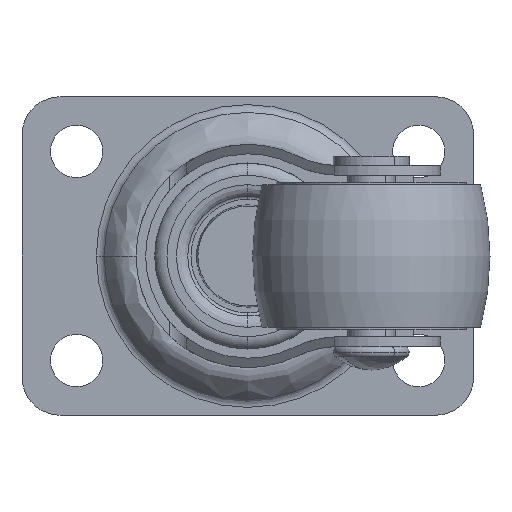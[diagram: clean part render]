
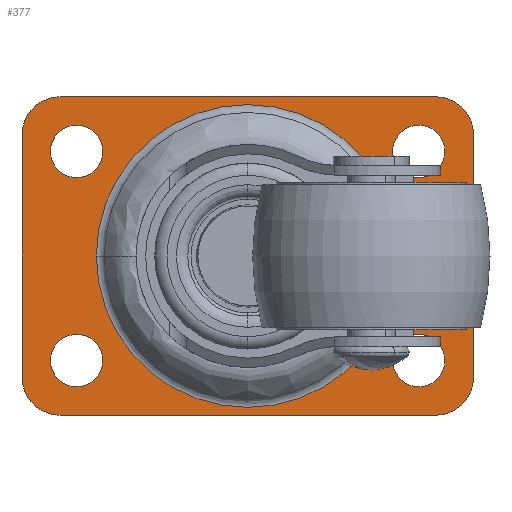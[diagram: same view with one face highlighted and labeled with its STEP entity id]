
A CAD part, front view. The second image highlights one B-rep face of the part: STEP entity #377.
In plain terms, the highlighted planar face has unit normal (0, -1, 0).
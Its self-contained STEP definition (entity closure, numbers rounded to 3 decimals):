
#377=ADVANCED_FACE('',(#829,#830,#831,#832,#833,#834),#835,.T.);
#829=FACE_OUTER_BOUND('',#1493,.T.);
#830=FACE_BOUND('',#1494,.T.);
#831=FACE_BOUND('',#1495,.T.);
#832=FACE_BOUND('',#1496,.T.);
#833=FACE_BOUND('',#1497,.T.);
#834=FACE_BOUND('',#1498,.T.);
#835=PLANE('',#1499);
#1493=EDGE_LOOP('',(#3158,#3159,#3160,#3161,#3162,#3163,#3164,#3165));
#1494=EDGE_LOOP('',(#3166,#3167));
#1495=EDGE_LOOP('',(#3168,#3169));
#1496=EDGE_LOOP('',(#3170,#3171));
#1497=EDGE_LOOP('',(#3172,#3173));
#1498=EDGE_LOOP('',(#3174,#3175));
#1499=AXIS2_PLACEMENT_3D('',#3176,#3177,#3178);
#3158=ORIENTED_EDGE('',*,*,#4197,.F.);
#3159=ORIENTED_EDGE('',*,*,#4201,.F.);
#3160=ORIENTED_EDGE('',*,*,#4204,.F.);
#3161=ORIENTED_EDGE('',*,*,#4207,.F.);
#3162=ORIENTED_EDGE('',*,*,#4210,.F.);
#3163=ORIENTED_EDGE('',*,*,#4213,.F.);
#3164=ORIENTED_EDGE('',*,*,#4216,.F.);
#3165=ORIENTED_EDGE('',*,*,#4218,.F.);
#3166=ORIENTED_EDGE('',*,*,#4219,.T.);
#3167=ORIENTED_EDGE('',*,*,#4159,.T.);
#3168=ORIENTED_EDGE('',*,*,#4220,.T.);
#3169=ORIENTED_EDGE('',*,*,#4179,.T.);
#3170=ORIENTED_EDGE('',*,*,#4221,.T.);
#3171=ORIENTED_EDGE('',*,*,#4183,.T.);
#3172=ORIENTED_EDGE('',*,*,#4222,.T.);
#3173=ORIENTED_EDGE('',*,*,#4187,.T.);
#3174=ORIENTED_EDGE('',*,*,#4223,.T.);
#3175=ORIENTED_EDGE('',*,*,#4191,.T.);
#3176=CARTESIAN_POINT('',(-19.75,3.773,-12.75));
#3177=DIRECTION('',(0.0,-1.0,-0.0));
#3178=DIRECTION('',(-1.0,0.0,0.));
#4159=EDGE_CURVE('',#5033,#5034,#5035,.T.);
#4179=EDGE_CURVE('',#5067,#5068,#5069,.T.);
#4183=EDGE_CURVE('',#5075,#5076,#5077,.T.);
#4187=EDGE_CURVE('',#5083,#5084,#5085,.T.);
#4191=EDGE_CURVE('',#5091,#5092,#5093,.T.);
#4197=EDGE_CURVE('',#5102,#5104,#5105,.T.);
#4201=EDGE_CURVE('',#5109,#5102,#5111,.T.);
#4204=EDGE_CURVE('',#5114,#5109,#5116,.T.);
#4207=EDGE_CURVE('',#5119,#5114,#5121,.T.);
#4210=EDGE_CURVE('',#5124,#5119,#5126,.T.);
#4213=EDGE_CURVE('',#5129,#5124,#5131,.T.);
#4216=EDGE_CURVE('',#5134,#5129,#5136,.T.);
#4218=EDGE_CURVE('',#5104,#5134,#5138,.T.);
#4219=EDGE_CURVE('',#5034,#5033,#5139,.T.);
#4220=EDGE_CURVE('',#5068,#5067,#5140,.T.);
#4221=EDGE_CURVE('',#5076,#5075,#5141,.T.);
#4222=EDGE_CURVE('',#5084,#5083,#5142,.T.);
#4223=EDGE_CURVE('',#5092,#5091,#5143,.T.);
#5033=VERTEX_POINT('',#6565);
#5034=VERTEX_POINT('',#6566);
#5035=CIRCLE('',#6567,15.926);
#5067=VERTEX_POINT('',#6605);
#5068=VERTEX_POINT('',#6606);
#5069=CIRCLE('',#6607,2.75);
#5075=VERTEX_POINT('',#6615);
#5076=VERTEX_POINT('',#6616);
#5077=CIRCLE('',#6617,2.75);
#5083=VERTEX_POINT('',#6625);
#5084=VERTEX_POINT('',#6626);
#5085=CIRCLE('',#6627,2.75);
#5091=VERTEX_POINT('',#6635);
#5092=VERTEX_POINT('',#6636);
#5093=CIRCLE('',#6637,2.75);
#5102=VERTEX_POINT('',#6648);
#5104=VERTEX_POINT('',#6651);
#5105=CIRCLE('',#6652,4.0);
#5109=VERTEX_POINT('',#6658);
#5111=LINE('',#6661,#6662);
#5114=VERTEX_POINT('',#6665);
#5116=CIRCLE('',#6668,4.0);
#5119=VERTEX_POINT('',#6672);
#5121=LINE('',#6675,#6676);
#5124=VERTEX_POINT('',#6679);
#5126=CIRCLE('',#6682,4.0);
#5129=VERTEX_POINT('',#6686);
#5131=LINE('',#6689,#6690);
#5134=VERTEX_POINT('',#6693);
#5136=CIRCLE('',#6696,4.0);
#5138=LINE('',#6699,#6700);
#5139=CIRCLE('',#6701,15.926);
#5140=CIRCLE('',#6702,2.75);
#5141=CIRCLE('',#6703,2.75);
#5142=CIRCLE('',#6704,2.75);
#5143=CIRCLE('',#6705,2.75);
#6565=CARTESIAN_POINT('',(-15.926,3.773,0.));
#6566=CARTESIAN_POINT('',(15.926,3.773,0.));
#6567=AXIS2_PLACEMENT_3D('',#7710,#7711,#7712);
#6605=CARTESIAN_POINT('',(15.25,3.773,-11.0));
#6606=CARTESIAN_POINT('',(20.75,3.773,-11.0));
#6607=AXIS2_PLACEMENT_3D('',#7758,#7759,#7760);
#6615=CARTESIAN_POINT('',(-20.75,3.773,-11.0));
#6616=CARTESIAN_POINT('',(-15.25,3.773,-11.0));
#6617=AXIS2_PLACEMENT_3D('',#7766,#7767,#7768);
#6625=CARTESIAN_POINT('',(15.25,3.773,11.0));
#6626=CARTESIAN_POINT('',(20.75,3.773,11.0));
#6627=AXIS2_PLACEMENT_3D('',#7774,#7775,#7776);
#6635=CARTESIAN_POINT('',(-20.75,3.773,11.0));
#6636=CARTESIAN_POINT('',(-15.25,3.773,11.0));
#6637=AXIS2_PLACEMENT_3D('',#7782,#7783,#7784);
#6648=CARTESIAN_POINT('',(-19.75,3.773,-16.75));
#6651=CARTESIAN_POINT('',(-23.75,3.773,-12.75));
#6652=AXIS2_PLACEMENT_3D('',#7794,#7795,#7796);
#6658=CARTESIAN_POINT('',(19.75,3.773,-16.75));
#6661=CARTESIAN_POINT('',(-19.75,3.773,-16.75));
#6662=VECTOR('',#7800,1000.0);
#6665=CARTESIAN_POINT('',(23.75,3.773,-12.75));
#6668=AXIS2_PLACEMENT_3D('',#7805,#7806,#7807);
#6672=CARTESIAN_POINT('',(23.75,3.773,12.75));
#6675=CARTESIAN_POINT('',(23.75,3.773,12.75));
#6676=VECTOR('',#7810,1000.0);
#6679=CARTESIAN_POINT('',(19.75,3.773,16.75));
#6682=AXIS2_PLACEMENT_3D('',#7815,#7816,#7817);
#6686=CARTESIAN_POINT('',(-19.75,3.773,16.75));
#6689=CARTESIAN_POINT('',(-19.75,3.773,16.75));
#6690=VECTOR('',#7820,1000.0);
#6693=CARTESIAN_POINT('',(-23.75,3.773,12.75));
#6696=AXIS2_PLACEMENT_3D('',#7825,#7826,#7827);
#6699=CARTESIAN_POINT('',(-23.75,3.773,12.75));
#6700=VECTOR('',#7829,1000.0);
#6701=AXIS2_PLACEMENT_3D('',#7830,#7831,#7832);
#6702=AXIS2_PLACEMENT_3D('',#7833,#7834,#7835);
#6703=AXIS2_PLACEMENT_3D('',#7836,#7837,#7838);
#6704=AXIS2_PLACEMENT_3D('',#7839,#7840,#7841);
#6705=AXIS2_PLACEMENT_3D('',#7842,#7843,#7844);
#7710=CARTESIAN_POINT('',(0.0,3.773,0.0));
#7711=DIRECTION('',(0.0,1.0,0.0));
#7712=DIRECTION('',(-1.0,0.0,0.));
#7758=CARTESIAN_POINT('',(18.0,3.773,-11.0));
#7759=DIRECTION('',(-0.0,1.0,0.0));
#7760=DIRECTION('',(1.0,0.0,0.));
#7766=CARTESIAN_POINT('',(-18.0,3.773,-11.0));
#7767=DIRECTION('',(0.0,1.0,0.0));
#7768=DIRECTION('',(-1.0,0.0,0.));
#7774=CARTESIAN_POINT('',(18.0,3.773,11.0));
#7775=DIRECTION('',(0.0,1.0,0.0));
#7776=DIRECTION('',(-1.0,0.0,0.));
#7782=CARTESIAN_POINT('',(-18.0,3.773,11.0));
#7783=DIRECTION('',(-0.0,1.0,0.0));
#7784=DIRECTION('',(1.0,0.0,0.));
#7794=CARTESIAN_POINT('',(-19.75,3.773,-12.75));
#7795=DIRECTION('',(0.0,1.0,0.0));
#7796=DIRECTION('',(-1.0,0.0,0.));
#7800=DIRECTION('',(-1.0,-0.0,0.));
#7805=CARTESIAN_POINT('',(19.75,3.773,-12.75));
#7806=DIRECTION('',(-0.0,1.0,0.0));
#7807=DIRECTION('',(1.0,0.0,0.));
#7810=DIRECTION('',(0.,0.0,-1.0));
#7815=CARTESIAN_POINT('',(19.75,3.773,12.75));
#7816=DIRECTION('',(-0.0,1.0,0.0));
#7817=DIRECTION('',(1.0,0.0,0.));
#7820=DIRECTION('',(1.0,0.0,0.));
#7825=CARTESIAN_POINT('',(-19.75,3.773,12.75));
#7826=DIRECTION('',(-0.0,1.0,0.0));
#7827=DIRECTION('',(1.0,0.0,0.));
#7829=DIRECTION('',(0.,-0.0,1.0));
#7830=CARTESIAN_POINT('',(0.0,3.773,0.0));
#7831=DIRECTION('',(0.0,1.0,0.0));
#7832=DIRECTION('',(-1.0,0.0,0.));
#7833=CARTESIAN_POINT('',(18.0,3.773,-11.0));
#7834=DIRECTION('',(-0.0,1.0,0.0));
#7835=DIRECTION('',(1.0,0.0,0.));
#7836=CARTESIAN_POINT('',(-18.0,3.773,-11.0));
#7837=DIRECTION('',(0.0,1.0,0.0));
#7838=DIRECTION('',(-1.0,0.0,0.));
#7839=CARTESIAN_POINT('',(18.0,3.773,11.0));
#7840=DIRECTION('',(0.0,1.0,0.0));
#7841=DIRECTION('',(-1.0,0.0,0.));
#7842=CARTESIAN_POINT('',(-18.0,3.773,11.0));
#7843=DIRECTION('',(-0.0,1.0,0.0));
#7844=DIRECTION('',(1.0,0.0,0.));
